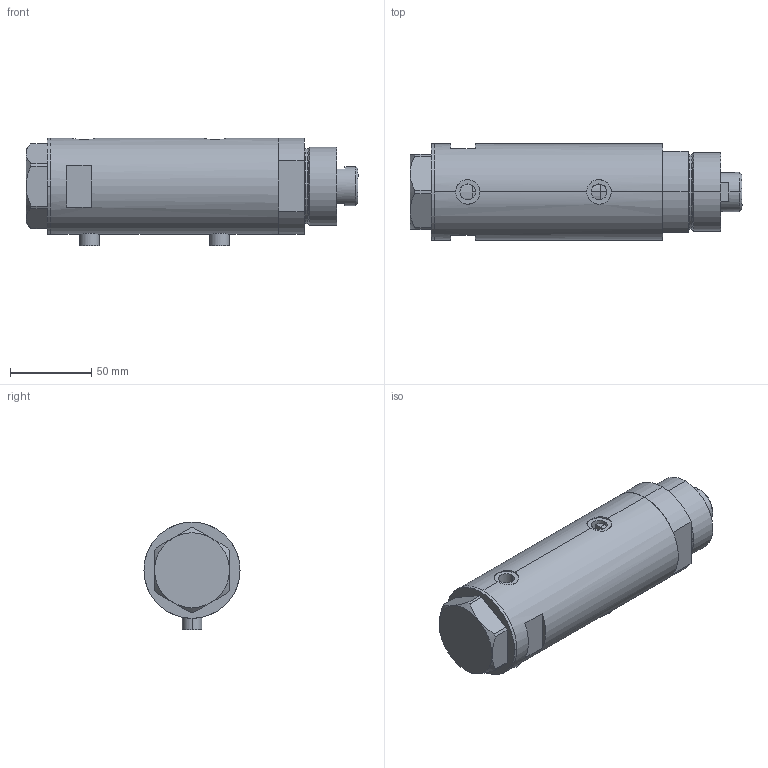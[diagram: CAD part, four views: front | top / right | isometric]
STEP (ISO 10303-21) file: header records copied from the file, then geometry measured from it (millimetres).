
FILE_DESCRIPTION (( 'STEP AP203' ), '1' );
FILE_NAME ('d1ef.STEP', '2023-05-16T15:05:43', ( '' ), ( '' ), 'SwSTEP 2.0', 'SolidWorks 2019', '' );
FILE_SCHEMA (( 'CONFIG_CONTROL_DESIGN' ));
Length unit declared in the file: millimetre
Products named in the file (5): V270CG_BACK 29be0ba4a2bfebed0e6f960e8c74b001; V270CG_FRONT 29be0ba4a2bfebed0e6f960e8c74b001; V270CG_VC 29be0ba4a2bfebed0e6f960e8c74b001; V270CG_MIDDLE 29be0ba4a2bfebed0e6f960e8c74b001; d1ef
Assembly tree (4 placements, depth 2):
  d1ef
    V270CG_MIDDLE 29be0ba4a2bfebed0e6f960e8c74b001
    V270CG_BACK 29be0ba4a2bfebed0e6f960e8c74b001
    V270CG_FRONT 29be0ba4a2bfebed0e6f960e8c74b001
    V270CG_VC 29be0ba4a2bfebed0e6f960e8c74b001
Bounding box: 203.8 x 59 x 66.1 mm (x, y, z)
Volume: 471960 mm3; surface area: 98914.4 mm2
Topology: 4 solids, 4 shells, 126 faces, 293 edges, 179 vertices
Faces by surface type: cylinder 53, plane 53, cone 16, torus 4
Entity records: 4771 total; most frequent: CARTESIAN_POINT 1352, DIRECTION 639, ORIENTED_EDGE 582, EDGE_CURVE 291, AXIS2_PLACEMENT_3D 257, VERTEX_POINT 179, EDGE_LOOP 144, ADVANCED_FACE 126
